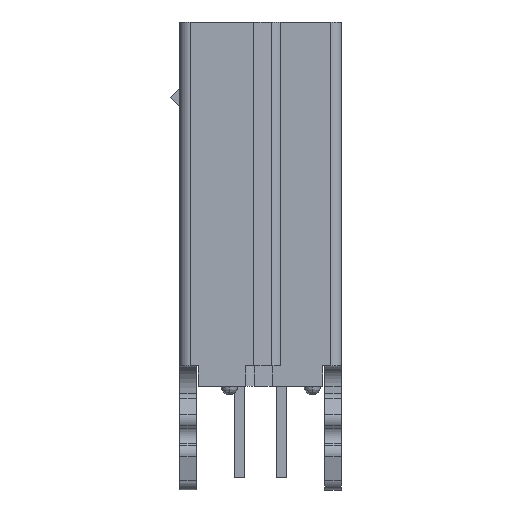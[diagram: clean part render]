
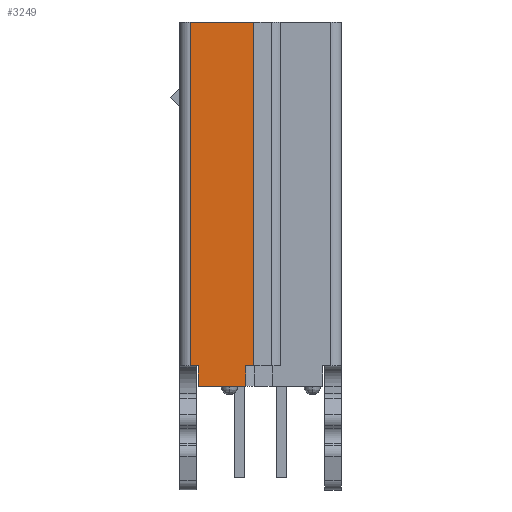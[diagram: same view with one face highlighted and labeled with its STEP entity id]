
A CAD part, left-side view. The second image highlights one B-rep face of the part: STEP entity #3249.
In plain terms, the highlighted planar face has unit normal (-1, 0, 0).
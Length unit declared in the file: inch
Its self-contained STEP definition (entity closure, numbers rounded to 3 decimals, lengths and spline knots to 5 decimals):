
#65 = VERTEX_POINT ( 'NONE', #2138 ) ;
#101 = DIRECTION ( 'NONE',  ( 0., 1., 0. ) ) ;
#216 = CARTESIAN_POINT ( 'NONE',  ( -0.15157, 0.06677, -0.32677 ) ) ;
#528 = ORIENTED_EDGE ( 'NONE', *, *, #8008, .T. ) ;
#535 = DIRECTION ( 'NONE',  ( 1., 0., 0. ) ) ;
#536 = EDGE_CURVE ( 'NONE', #4252, #3468, #2181, .T. ) ;
#592 = CARTESIAN_POINT ( 'NONE',  ( -0.15157, -0.07677, -0.34646 ) ) ;
#635 = DIRECTION ( 'NONE',  ( 0., 1., 0. ) ) ;
#652 = CARTESIAN_POINT ( 'NONE',  ( -0.15157, 0.01425, -0.34646 ) ) ;
#726 = ORIENTED_EDGE ( 'NONE', *, *, #4846, .T. ) ;
#737 = AXIS2_PLACEMENT_3D ( 'NONE', #5295, #535, #3309 ) ;
#797 = CARTESIAN_POINT ( 'NONE',  ( -0.15157, 0.05906, -0.34646 ) ) ;
#932 = LINE ( 'NONE', #2386, #7391 ) ;
#973 = VECTOR ( 'NONE', #8699, 39.37008 ) ;
#1276 = DIRECTION ( 'NONE',  ( 0., -1., 0. ) ) ;
#1282 = CARTESIAN_POINT ( 'NONE',  ( -0.15157, 0.06677, -0.32677 ) ) ;
#1325 = VECTOR ( 'NONE', #7800, 39.37008 ) ;
#1364 = VECTOR ( 'NONE', #101, 39.37008 ) ;
#1484 = LINE ( 'NONE', #7746, #6238 ) ;
#1514 = EDGE_CURVE ( 'NONE', #65, #6509, #932, .T. ) ;
#1570 = DIRECTION ( 'NONE',  ( 0., 0., 1. ) ) ;
#1572 = ORIENTED_EDGE ( 'NONE', *, *, #5451, .F. ) ;
#1672 = FACE_OUTER_BOUND ( 'NONE', #3461, .T. ) ;
#1687 = ORIENTED_EDGE ( 'NONE', *, *, #6487, .T. ) ;
#1706 = EDGE_CURVE ( 'NONE', #7774, #4179, #5788, .T. ) ;
#1844 = CARTESIAN_POINT ( 'NONE',  ( -0.15157, 0.00642, 0. ) ) ;
#2081 = VECTOR ( 'NONE', #1276, 39.37008 ) ;
#2138 = CARTESIAN_POINT ( 'NONE',  ( -0.15157, 0.00642, -0.32677 ) ) ;
#2181 = LINE ( 'NONE', #592, #2081 ) ;
#2295 = LINE ( 'NONE', #216, #1325 ) ;
#2386 = CARTESIAN_POINT ( 'NONE',  ( -0.15157, -0.01386, -0.32677 ) ) ;
#2391 = CARTESIAN_POINT ( 'NONE',  ( -0.15157, 0.05906, -0.34646 ) ) ;
#3223 = DIRECTION ( 'NONE',  ( 0., 1., 0. ) ) ;
#3249 = ADVANCED_FACE ( 'NONE', ( #1672 ), #6012, .F. ) ;
#3256 = CARTESIAN_POINT ( 'NONE',  ( -0.15157, 0.01425, -0.32677 ) ) ;
#3309 = DIRECTION ( 'NONE',  ( 0., 0., -1. ) ) ;
#3377 = CARTESIAN_POINT ( 'NONE',  ( -0.15157, 0.06677, 0. ) ) ;
#3461 = EDGE_LOOP ( 'NONE', ( #3721, #726, #1572, #3850, #6764, #528, #8876, #1687 ) ) ;
#3468 = VERTEX_POINT ( 'NONE', #652 ) ;
#3717 = VECTOR ( 'NONE', #635, 39.37008 ) ;
#3721 = ORIENTED_EDGE ( 'NONE', *, *, #1706, .T. ) ;
#3772 = VECTOR ( 'NONE', #4555, 39.37008 ) ;
#3848 = CARTESIAN_POINT ( 'NONE',  ( -0.15157, 0.05906, -0.32677 ) ) ;
#3850 = ORIENTED_EDGE ( 'NONE', *, *, #7731, .F. ) ;
#3988 = CARTESIAN_POINT ( 'NONE',  ( -0.15157, 0.00642, 0. ) ) ;
#4000 = LINE ( 'NONE', #2391, #3772 ) ;
#4166 = LINE ( 'NONE', #5333, #3717 ) ;
#4179 = VERTEX_POINT ( 'NONE', #3377 ) ;
#4252 = VERTEX_POINT ( 'NONE', #797 ) ;
#4311 = CARTESIAN_POINT ( 'NONE',  ( -0.15157, 0.07677, 0. ) ) ;
#4444 = LINE ( 'NONE', #1844, #973 ) ;
#4555 = DIRECTION ( 'NONE',  ( 0., 0., 1. ) ) ;
#4846 = EDGE_CURVE ( 'NONE', #4179, #7845, #2295, .T. ) ;
#5009 = VERTEX_POINT ( 'NONE', #3848 ) ;
#5295 = CARTESIAN_POINT ( 'NONE',  ( -0.15157, 0., 0. ) ) ;
#5333 = CARTESIAN_POINT ( 'NONE',  ( -0.15157, 0.05906, -0.32677 ) ) ;
#5451 = EDGE_CURVE ( 'NONE', #5009, #7845, #4166, .T. ) ;
#5788 = LINE ( 'NONE', #4311, #1364 ) ;
#6012 = PLANE ( 'NONE',  #737 ) ;
#6238 = VECTOR ( 'NONE', #1570, 39.37008 ) ;
#6487 = EDGE_CURVE ( 'NONE', #65, #7774, #4444, .T. ) ;
#6509 = VERTEX_POINT ( 'NONE', #3256 ) ;
#6764 = ORIENTED_EDGE ( 'NONE', *, *, #536, .T. ) ;
#7391 = VECTOR ( 'NONE', #3223, 39.37008 ) ;
#7731 = EDGE_CURVE ( 'NONE', #4252, #5009, #4000, .T. ) ;
#7746 = CARTESIAN_POINT ( 'NONE',  ( -0.15157, 0.01425, 0. ) ) ;
#7774 = VERTEX_POINT ( 'NONE', #3988 ) ;
#7800 = DIRECTION ( 'NONE',  ( 0., 0., -1. ) ) ;
#7845 = VERTEX_POINT ( 'NONE', #1282 ) ;
#8008 = EDGE_CURVE ( 'NONE', #3468, #6509, #1484, .T. ) ;
#8699 = DIRECTION ( 'NONE',  ( 0., 0., 1. ) ) ;
#8876 = ORIENTED_EDGE ( 'NONE', *, *, #1514, .F. ) ;
